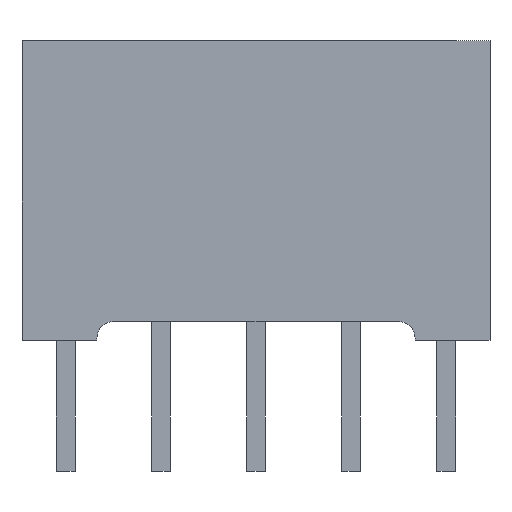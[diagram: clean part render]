
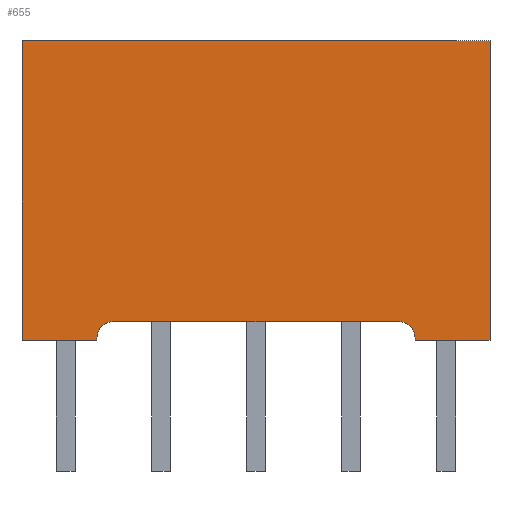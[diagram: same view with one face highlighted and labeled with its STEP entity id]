
A CAD part, front view. The second image highlights one B-rep face of the part: STEP entity #655.
In plain terms, the highlighted planar face has unit normal (0, -1, 0).
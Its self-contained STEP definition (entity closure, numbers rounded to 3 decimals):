
#655=ADVANCED_FACE('NONE',(#1318),#1319,.T.);
#1318=FACE_OUTER_BOUND('',#2107,.T.);
#1319=PLANE('',#2108);
#2107=EDGE_LOOP('',(#3492,#3493,#3494,#3495,#3496,#3497,#3498,#3499,#3500,#3501));
#2108=AXIS2_PLACEMENT_3D('',#3502,#3503,#3504);
#3492=ORIENTED_EDGE('',*,*,#4674,.T.);
#3493=ORIENTED_EDGE('',*,*,#4676,.T.);
#3494=ORIENTED_EDGE('',*,*,#4660,.T.);
#3495=ORIENTED_EDGE('',*,*,#4694,.T.);
#3496=ORIENTED_EDGE('',*,*,#4851,.F.);
#3497=ORIENTED_EDGE('',*,*,#4852,.F.);
#3498=ORIENTED_EDGE('',*,*,#4847,.T.);
#3499=ORIENTED_EDGE('',*,*,#4665,.T.);
#3500=ORIENTED_EDGE('',*,*,#4668,.T.);
#3501=ORIENTED_EDGE('',*,*,#4671,.T.);
#3502=CARTESIAN_POINT('',(-6.25,-9.5,0.));
#3503=DIRECTION('',(0.,-1.0,0.));
#3504=DIRECTION('',(0.0,0.,-1.0));
#4660=EDGE_CURVE('NONE',#5585,#5583,#5586,.T.);
#4665=EDGE_CURVE('NONE',#5589,#5591,#5593,.T.);
#4668=EDGE_CURVE('NONE',#5591,#5595,#5597,.T.);
#4671=EDGE_CURVE('NONE',#5595,#5599,#5601,.T.);
#4674=EDGE_CURVE('NONE',#5599,#5603,#5605,.T.);
#4676=EDGE_CURVE('NONE',#5603,#5585,#5607,.T.);
#4694=EDGE_CURVE('NONE',#5583,#5631,#5632,.T.);
#4847=EDGE_CURVE('NONE',#5835,#5589,#5836,.T.);
#4851=EDGE_CURVE('NONE',#5841,#5631,#5842,.T.);
#4852=EDGE_CURVE('NONE',#5835,#5841,#5843,.T.);
#5583=VERTEX_POINT('NONE',#6896);
#5585=VERTEX_POINT('NONE',#6899);
#5586=LINE('',#6900,#6901);
#5589=VERTEX_POINT('NONE',#6905);
#5591=VERTEX_POINT('NONE',#6908);
#5593=LINE('',#6911,#6912);
#5595=VERTEX_POINT('NONE',#6914);
#5597=LINE('',#6917,#6918);
#5599=VERTEX_POINT('NONE',#6920);
#5601=CIRCLE('',#6923,0.45);
#5603=VERTEX_POINT('NONE',#6925);
#5605=LINE('',#6928,#6929);
#5607=CIRCLE('',#6931,0.45);
#5631=VERTEX_POINT('NONE',#6964);
#5632=LINE('',#6965,#6966);
#5835=VERTEX_POINT('NONE',#7267);
#5836=LINE('',#7268,#7269);
#5841=VERTEX_POINT('NONE',#7276);
#5842=LINE('',#7277,#7278);
#5843=LINE('',#7279,#7280);
#6896=CARTESIAN_POINT('',(4.25,-9.5,0.));
#6899=CARTESIAN_POINT('',(4.25,-9.5,0.05));
#6900=CARTESIAN_POINT('',(4.25,-9.5,0.));
#6901=VECTOR('',#8182,1000.0);
#6905=CARTESIAN_POINT('',(-6.25,-9.5,0.));
#6908=CARTESIAN_POINT('',(-4.25,-9.5,0.));
#6911=CARTESIAN_POINT('',(-6.25,-9.5,0.));
#6912=VECTOR('',#8186,1000.0);
#6914=CARTESIAN_POINT('',(-4.25,-9.5,0.05));
#6917=CARTESIAN_POINT('',(-4.25,-9.5,0.));
#6918=VECTOR('',#8188,1000.0);
#6920=CARTESIAN_POINT('',(-3.8,-9.5,0.5));
#6923=AXIS2_PLACEMENT_3D('',#8190,#8191,#8192);
#6925=CARTESIAN_POINT('',(3.8,-9.5,0.5));
#6928=CARTESIAN_POINT('',(-6.25,-9.5,0.5));
#6929=VECTOR('',#8194,1000.0);
#6931=AXIS2_PLACEMENT_3D('',#8195,#8196,#8197);
#6964=CARTESIAN_POINT('',(6.25,-9.5,0.));
#6965=CARTESIAN_POINT('',(-6.25,-9.5,0.));
#6966=VECTOR('',#8213,1000.0);
#7267=CARTESIAN_POINT('',(-6.25,-9.5,8.));
#7268=CARTESIAN_POINT('',(-6.25,-9.5,0.));
#7269=VECTOR('',#8321,1000.0);
#7276=CARTESIAN_POINT('',(6.25,-9.5,8.));
#7277=CARTESIAN_POINT('',(6.25,-9.5,8.));
#7278=VECTOR('',#8324,1000.0);
#7279=CARTESIAN_POINT('',(-6.25,-9.5,8.));
#7280=VECTOR('',#8325,1000.0);
#8182=DIRECTION('',(0.0,0.,-1.0));
#8186=DIRECTION('',(1.0,0.,0.));
#8188=DIRECTION('',(-0.0,0.,1.0));
#8190=CARTESIAN_POINT('',(-3.8,-9.5,0.05));
#8191=DIRECTION('',(0.,1.0,0.0));
#8192=DIRECTION('',(0.0,0.0,-1.0));
#8194=DIRECTION('',(1.0,0.,0.));
#8195=CARTESIAN_POINT('',(3.8,-9.5,0.05));
#8196=DIRECTION('',(0.,1.0,0.0));
#8197=DIRECTION('',(0.0,0.0,-1.0));
#8213=DIRECTION('',(1.0,0.,0.));
#8321=DIRECTION('',(0.0,0.,-1.0));
#8324=DIRECTION('',(0.,0.0,-1.0));
#8325=DIRECTION('',(1.0,0.,0.));
